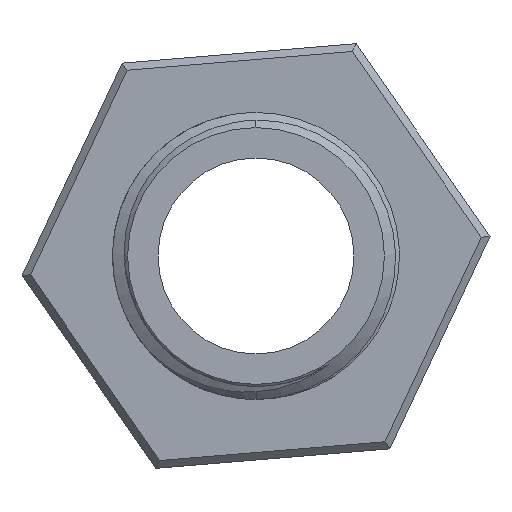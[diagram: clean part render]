
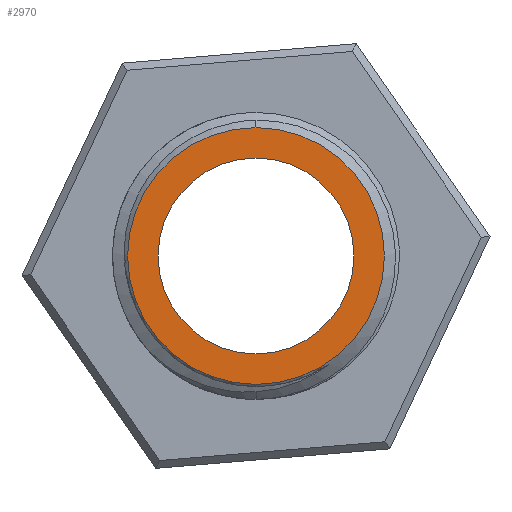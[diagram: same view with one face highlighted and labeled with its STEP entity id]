
A CAD part, front view. The second image highlights one B-rep face of the part: STEP entity #2970.
In plain terms, the highlighted planar face has unit normal (0, -1, 0).
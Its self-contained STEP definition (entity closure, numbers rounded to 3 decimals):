
#28 = DIRECTION ( 'NONE',  ( 0., -1., 0. ) ) ;
#39 = AXIS2_PLACEMENT_3D ( 'NONE', #2714, #28, #1040 ) ;
#98 = CIRCLE ( 'NONE', #2876, 6.5 ) ;
#240 = AXIS2_PLACEMENT_3D ( 'NONE', #2552, #1820, #2352 ) ;
#251 = FACE_OUTER_BOUND ( 'NONE', #2321, .T. ) ;
#364 = ORIENTED_EDGE ( 'NONE', *, *, #2934, .T. ) ;
#412 = CIRCLE ( 'NONE', #39, 8.525 ) ;
#716 = ORIENTED_EDGE ( 'NONE', *, *, #1930, .T. ) ;
#768 = CARTESIAN_POINT ( 'NONE',  ( 0., 0., 0. ) ) ;
#874 = VERTEX_POINT ( 'NONE', #2454 ) ;
#889 = CARTESIAN_POINT ( 'NONE',  ( 0., 0., 0. ) ) ;
#947 = DIRECTION ( 'NONE',  ( 0., 1., 0. ) ) ;
#968 = ORIENTED_EDGE ( 'NONE', *, *, #2382, .T. ) ;
#1040 = DIRECTION ( 'NONE',  ( 0., 0., 1. ) ) ;
#1167 = CARTESIAN_POINT ( 'NONE',  ( 0., 0., 8.525 ) ) ;
#1306 = CARTESIAN_POINT ( 'NONE',  ( 0., 0., 6.5 ) ) ;
#1341 = AXIS2_PLACEMENT_3D ( 'NONE', #1455, #947, #1943 ) ;
#1347 = CIRCLE ( 'NONE', #1798, 8.525 ) ;
#1367 = VERTEX_POINT ( 'NONE', #1167 ) ;
#1455 = CARTESIAN_POINT ( 'NONE',  ( 0., 0., 0. ) ) ;
#1531 = DIRECTION ( 'NONE',  ( 0., -1., 0. ) ) ;
#1722 = FACE_BOUND ( 'NONE', #2776, .T. ) ;
#1798 = AXIS2_PLACEMENT_3D ( 'NONE', #768, #1531, #2498 ) ;
#1820 = DIRECTION ( 'NONE',  ( 0., 1., 0. ) ) ;
#1909 = CIRCLE ( 'NONE', #240, 6.5 ) ;
#1928 = PLANE ( 'NONE',  #1341 ) ;
#1930 = EDGE_CURVE ( 'NONE', #2731, #1367, #412, .T. ) ;
#1943 = DIRECTION ( 'NONE',  ( 0., 0., 1. ) ) ;
#2042 = CARTESIAN_POINT ( 'NONE',  ( 0., 0., -8.525 ) ) ;
#2321 = EDGE_LOOP ( 'NONE', ( #968, #716 ) ) ;
#2352 = DIRECTION ( 'NONE',  ( 0., 0., 1. ) ) ;
#2382 = EDGE_CURVE ( 'NONE', #1367, #2731, #1347, .T. ) ;
#2454 = CARTESIAN_POINT ( 'NONE',  ( 0., 0., -6.5 ) ) ;
#2487 = EDGE_CURVE ( 'NONE', #3134, #874, #1909, .T. ) ;
#2498 = DIRECTION ( 'NONE',  ( 0., 0., 1. ) ) ;
#2552 = CARTESIAN_POINT ( 'NONE',  ( 0., 0., 0. ) ) ;
#2714 = CARTESIAN_POINT ( 'NONE',  ( 0., 0., 0. ) ) ;
#2731 = VERTEX_POINT ( 'NONE', #2042 ) ;
#2776 = EDGE_LOOP ( 'NONE', ( #364, #3111 ) ) ;
#2865 = DIRECTION ( 'NONE',  ( 0., 0., 1. ) ) ;
#2876 = AXIS2_PLACEMENT_3D ( 'NONE', #889, #3128, #2865 ) ;
#2934 = EDGE_CURVE ( 'NONE', #874, #3134, #98, .T. ) ;
#2970 = ADVANCED_FACE ( 'NONE', ( #251, #1722 ), #1928, .F. ) ;
#3111 = ORIENTED_EDGE ( 'NONE', *, *, #2487, .T. ) ;
#3128 = DIRECTION ( 'NONE',  ( 0., 1., 0. ) ) ;
#3134 = VERTEX_POINT ( 'NONE', #1306 ) ;
